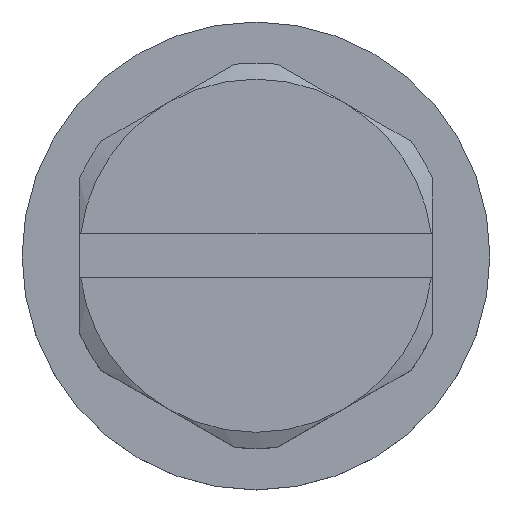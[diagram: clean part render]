
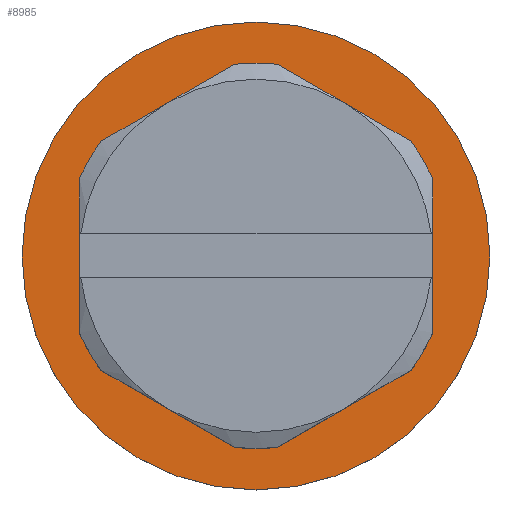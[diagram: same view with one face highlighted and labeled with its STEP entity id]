
A CAD part, top view. The second image highlights one B-rep face of the part: STEP entity #8985.
In plain terms, the highlighted planar face has unit normal (0, 0, 1).
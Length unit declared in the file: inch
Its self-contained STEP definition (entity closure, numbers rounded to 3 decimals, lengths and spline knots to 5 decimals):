
#63 = PLANE ( 'NONE',  #7289 ) ;
#155 = CARTESIAN_POINT ( 'NONE',  ( 0.15625, 0.09021, 0.0302 ) ) ;
#294 = DIRECTION ( 'NONE',  ( -1., 0., 0. ) ) ;
#431 = CARTESIAN_POINT ( 'NONE',  ( 0.15625, 0.06819, 0.0302 ) ) ;
#438 = CARTESIAN_POINT ( 'NONE',  ( 0.13718, -0.10122, 0.0302 ) ) ;
#526 = CARTESIAN_POINT ( 'NONE',  ( -0.13718, -0.10122, 0.0302 ) ) ;
#638 = VERTEX_POINT ( 'NONE', #438 ) ;
#750 = DIRECTION ( 'NONE',  ( -1., 0., 0. ) ) ;
#757 = DIRECTION ( 'NONE',  ( 0., 0., -1. ) ) ;
#800 = CARTESIAN_POINT ( 'NONE',  ( 0., 0., 0.0302 ) ) ;
#1132 = FACE_OUTER_BOUND ( 'NONE', #1999, .T. ) ;
#1137 = CARTESIAN_POINT ( 'NONE',  ( -0.15625, -0.06819, 0.0302 ) ) ;
#1148 = AXIS2_PLACEMENT_3D ( 'NONE', #7054, #2087, #6520 ) ;
#1235 = CARTESIAN_POINT ( 'NONE',  ( -0.15625, -0.09021, 0.0302 ) ) ;
#1312 = CARTESIAN_POINT ( 'NONE',  ( 0.01907, 0.16941, 0.0302 ) ) ;
#1359 = AXIS2_PLACEMENT_3D ( 'NONE', #4977, #757, #5781 ) ;
#1410 = CARTESIAN_POINT ( 'NONE',  ( -0.01907, -0.16941, 0.0302 ) ) ;
#1463 = EDGE_LOOP ( 'NONE', ( #9939, #10324, #4593, #10843, #5775, #4342, #5951, #8333, #6340, #2234, #6749, #2198 ) ) ;
#1491 = DIRECTION ( 'NONE',  ( -1., 0., 0. ) ) ;
#1755 = LINE ( 'NONE', #1235, #2029 ) ;
#1773 = CARTESIAN_POINT ( 'NONE',  ( -0.15625, 0.06819, 0.0302 ) ) ;
#1836 = AXIS2_PLACEMENT_3D ( 'NONE', #6252, #7079, #3047 ) ;
#1892 = DIRECTION ( 'NONE',  ( -0.866, -0.5, 0. ) ) ;
#1999 = EDGE_LOOP ( 'NONE', ( #3317, #3762 ) ) ;
#2029 = VECTOR ( 'NONE', #7904, 39.37008 ) ;
#2045 = DIRECTION ( 'NONE',  ( -1., 0., 0. ) ) ;
#2082 = CARTESIAN_POINT ( 'NONE',  ( 0., 0., 0.0302 ) ) ;
#2087 = DIRECTION ( 'NONE',  ( 0., 0., -1. ) ) ;
#2178 = VERTEX_POINT ( 'NONE', #1773 ) ;
#2198 = ORIENTED_EDGE ( 'NONE', *, *, #5146, .T. ) ;
#2234 = ORIENTED_EDGE ( 'NONE', *, *, #3413, .T. ) ;
#2449 = CIRCLE ( 'NONE', #1359, 0.207 ) ;
#2473 = DIRECTION ( 'NONE',  ( 0., 0., -1. ) ) ;
#2665 = LINE ( 'NONE', #8532, #6054 ) ;
#2767 = VERTEX_POINT ( 'NONE', #1312 ) ;
#2856 = AXIS2_PLACEMENT_3D ( 'NONE', #2082, #7907, #2045 ) ;
#2973 = EDGE_CURVE ( 'NONE', #2178, #10443, #9100, .T. ) ;
#3047 = DIRECTION ( 'NONE',  ( -1., 0., 0. ) ) ;
#3049 = EDGE_CURVE ( 'NONE', #3381, #5710, #7626, .T. ) ;
#3249 = DIRECTION ( 'NONE',  ( 0., 0., -1. ) ) ;
#3260 = EDGE_CURVE ( 'NONE', #10443, #9722, #2665, .T. ) ;
#3317 = ORIENTED_EDGE ( 'NONE', *, *, #8289, .F. ) ;
#3323 = EDGE_CURVE ( 'NONE', #4723, #8274, #1755, .T. ) ;
#3349 = VERTEX_POINT ( 'NONE', #7938 ) ;
#3381 = VERTEX_POINT ( 'NONE', #7803 ) ;
#3385 = AXIS2_PLACEMENT_3D ( 'NONE', #4767, #3249, #1491 ) ;
#3396 = DIRECTION ( 'NONE',  ( -1., 0., 0. ) ) ;
#3413 = EDGE_CURVE ( 'NONE', #6581, #5802, #3856, .T. ) ;
#3543 = CIRCLE ( 'NONE', #4475, 0.17048 ) ;
#3641 = CIRCLE ( 'NONE', #1836, 0.17048 ) ;
#3762 = ORIENTED_EDGE ( 'NONE', *, *, #3049, .F. ) ;
#3812 = CIRCLE ( 'NONE', #2856, 0.17048 ) ;
#3856 = LINE ( 'NONE', #8642, #5791 ) ;
#3888 = DIRECTION ( 'NONE',  ( 0., 1., 0. ) ) ;
#3930 = AXIS2_PLACEMENT_3D ( 'NONE', #5013, #4107, #750 ) ;
#4107 = DIRECTION ( 'NONE',  ( 0., 0., -1. ) ) ;
#4204 = EDGE_CURVE ( 'NONE', #8274, #6546, #7202, .T. ) ;
#4232 = AXIS2_PLACEMENT_3D ( 'NONE', #4494, #8772, #294 ) ;
#4342 = ORIENTED_EDGE ( 'NONE', *, *, #3260, .T. ) ;
#4475 = AXIS2_PLACEMENT_3D ( 'NONE', #800, #2473, #10756 ) ;
#4494 = CARTESIAN_POINT ( 'NONE',  ( 0., 0., 0.0302 ) ) ;
#4593 = ORIENTED_EDGE ( 'NONE', *, *, #4204, .T. ) ;
#4606 = CARTESIAN_POINT ( 'NONE',  ( -0.15625, 0.09021, 0.0302 ) ) ;
#4683 = DIRECTION ( 'NONE',  ( 0., -1., 0. ) ) ;
#4723 = VERTEX_POINT ( 'NONE', #1410 ) ;
#4767 = CARTESIAN_POINT ( 'NONE',  ( 0., 0., 0.0302 ) ) ;
#4977 = CARTESIAN_POINT ( 'NONE',  ( 0., 0., 0.0302 ) ) ;
#5013 = CARTESIAN_POINT ( 'NONE',  ( 0., 0., 0.0302 ) ) ;
#5146 = EDGE_CURVE ( 'NONE', #638, #3349, #7065, .T. ) ;
#5211 = DIRECTION ( 'NONE',  ( 0.866, 0.5, 0. ) ) ;
#5678 = EDGE_CURVE ( 'NONE', #6546, #2178, #6525, .T. ) ;
#5710 = VERTEX_POINT ( 'NONE', #9998 ) ;
#5723 = VECTOR ( 'NONE', #6762, 39.37008 ) ;
#5775 = ORIENTED_EDGE ( 'NONE', *, *, #2973, .T. ) ;
#5781 = DIRECTION ( 'NONE',  ( -1., 0., 0. ) ) ;
#5791 = VECTOR ( 'NONE', #4683, 39.37008 ) ;
#5802 = VERTEX_POINT ( 'NONE', #5868 ) ;
#5868 = CARTESIAN_POINT ( 'NONE',  ( 0.15625, -0.06819, 0.0302 ) ) ;
#5951 = ORIENTED_EDGE ( 'NONE', *, *, #7219, .T. ) ;
#6054 = VECTOR ( 'NONE', #5211, 39.37008 ) ;
#6079 = CARTESIAN_POINT ( 'NONE',  ( 0., -0.18042, 0.0302 ) ) ;
#6252 = CARTESIAN_POINT ( 'NONE',  ( 0., 0., 0.0302 ) ) ;
#6340 = ORIENTED_EDGE ( 'NONE', *, *, #10192, .T. ) ;
#6520 = DIRECTION ( 'NONE',  ( -1., 0., 0. ) ) ;
#6525 = LINE ( 'NONE', #4606, #7163 ) ;
#6546 = VERTEX_POINT ( 'NONE', #1137 ) ;
#6581 = VERTEX_POINT ( 'NONE', #431 ) ;
#6624 = CARTESIAN_POINT ( 'NONE',  ( -0.13718, 0.10122, 0.0302 ) ) ;
#6694 = CARTESIAN_POINT ( 'NONE',  ( -0.01907, 0.16941, 0.0302 ) ) ;
#6736 = DIRECTION ( 'NONE',  ( 0., 0., -1. ) ) ;
#6749 = ORIENTED_EDGE ( 'NONE', *, *, #7722, .T. ) ;
#6762 = DIRECTION ( 'NONE',  ( 0.866, -0.5, 0. ) ) ;
#6983 = FACE_BOUND ( 'NONE', #1463, .T. ) ;
#7054 = CARTESIAN_POINT ( 'NONE',  ( 0., 0., 0.0302 ) ) ;
#7065 = LINE ( 'NONE', #6079, #10504 ) ;
#7079 = DIRECTION ( 'NONE',  ( 0., 0., -1. ) ) ;
#7141 = CIRCLE ( 'NONE', #3930, 0.17048 ) ;
#7163 = VECTOR ( 'NONE', #3888, 39.37008 ) ;
#7202 = CIRCLE ( 'NONE', #4232, 0.17048 ) ;
#7219 = EDGE_CURVE ( 'NONE', #9722, #2767, #7141, .T. ) ;
#7289 = AXIS2_PLACEMENT_3D ( 'NONE', #8424, #6736, #3396 ) ;
#7414 = LINE ( 'NONE', #155, #5723 ) ;
#7560 = EDGE_CURVE ( 'NONE', #2767, #9974, #7414, .T. ) ;
#7626 = CIRCLE ( 'NONE', #3385, 0.207 ) ;
#7722 = EDGE_CURVE ( 'NONE', #5802, #638, #3641, .T. ) ;
#7803 = CARTESIAN_POINT ( 'NONE',  ( 0.207, 0., 0.0302 ) ) ;
#7904 = DIRECTION ( 'NONE',  ( -0.866, 0.5, 0. ) ) ;
#7907 = DIRECTION ( 'NONE',  ( 0., 0., -1. ) ) ;
#7938 = CARTESIAN_POINT ( 'NONE',  ( 0.01907, -0.16941, 0.0302 ) ) ;
#8274 = VERTEX_POINT ( 'NONE', #526 ) ;
#8289 = EDGE_CURVE ( 'NONE', #5710, #3381, #2449, .T. ) ;
#8333 = ORIENTED_EDGE ( 'NONE', *, *, #7560, .T. ) ;
#8424 = CARTESIAN_POINT ( 'NONE',  ( 0., 0., 0.0302 ) ) ;
#8532 = CARTESIAN_POINT ( 'NONE',  ( 0., 0.18042, 0.0302 ) ) ;
#8545 = CARTESIAN_POINT ( 'NONE',  ( 0.13718, 0.10122, 0.0302 ) ) ;
#8642 = CARTESIAN_POINT ( 'NONE',  ( 0.15625, -0.09021, 0.0302 ) ) ;
#8772 = DIRECTION ( 'NONE',  ( 0., 0., -1. ) ) ;
#8985 = ADVANCED_FACE ( 'NONE', ( #1132, #6983 ), #63, .F. ) ;
#9100 = CIRCLE ( 'NONE', #1148, 0.17048 ) ;
#9722 = VERTEX_POINT ( 'NONE', #6694 ) ;
#9939 = ORIENTED_EDGE ( 'NONE', *, *, #10674, .T. ) ;
#9974 = VERTEX_POINT ( 'NONE', #8545 ) ;
#9998 = CARTESIAN_POINT ( 'NONE',  ( -0.207, 0., 0.0302 ) ) ;
#10192 = EDGE_CURVE ( 'NONE', #9974, #6581, #3812, .T. ) ;
#10324 = ORIENTED_EDGE ( 'NONE', *, *, #3323, .T. ) ;
#10443 = VERTEX_POINT ( 'NONE', #6624 ) ;
#10504 = VECTOR ( 'NONE', #1892, 39.37008 ) ;
#10674 = EDGE_CURVE ( 'NONE', #3349, #4723, #3543, .T. ) ;
#10756 = DIRECTION ( 'NONE',  ( -1., 0., 0. ) ) ;
#10843 = ORIENTED_EDGE ( 'NONE', *, *, #5678, .T. ) ;
